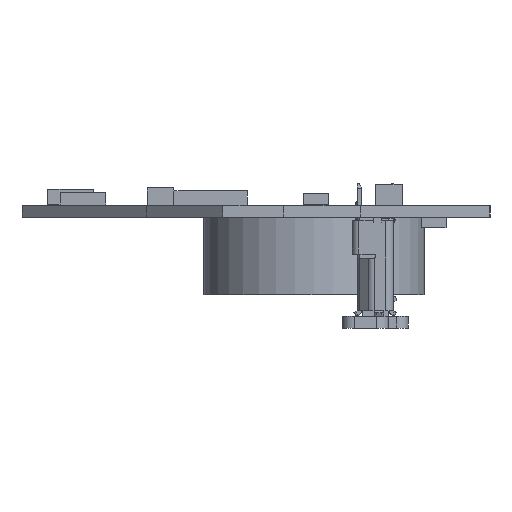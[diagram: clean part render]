
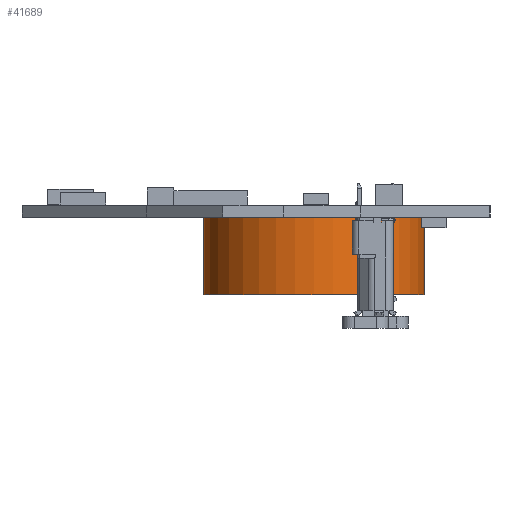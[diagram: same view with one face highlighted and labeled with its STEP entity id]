
A CAD part, left-side view. The second image highlights one B-rep face of the part: STEP entity #41689.
In plain terms, the highlighted cylindrical face has radius 7.5 mm (diameter 15 mm), a full revolution.
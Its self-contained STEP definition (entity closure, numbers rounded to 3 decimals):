
#41689 = ADVANCED_FACE('',(#41690),#41704,.T.);
#41690 = FACE_BOUND('',#41691,.T.);
#41691 = EDGE_LOOP('',(#41692,#41722,#41752,#41753));
#41692 = ORIENTED_EDGE('',*,*,#41693,.F.);
#41693 = EDGE_CURVE('',#41694,#41696,#41698,.T.);
#41694 = VERTEX_POINT('',#41695);
#41695 = CARTESIAN_POINT('',(7.5,0.,0.));
#41696 = VERTEX_POINT('',#41697);
#41697 = CARTESIAN_POINT('',(7.5,0.,5.25));
#41698 = SEAM_CURVE('',#41699,(#41703,#41715),.PCURVE_S1.);
#41699 = LINE('',#41700,#41701);
#41700 = CARTESIAN_POINT('',(7.5,0.,0.));
#41701 = VECTOR('',#41702,1.);
#41702 = DIRECTION('',(0.,0.,1.));
#41703 = PCURVE('',#41704,#41709);
#41704 = CYLINDRICAL_SURFACE('',#41705,7.5);
#41705 = AXIS2_PLACEMENT_3D('',#41706,#41707,#41708);
#41706 = CARTESIAN_POINT('',(0.,0.,0.));
#41707 = DIRECTION('',(0.,0.,-1.));
#41708 = DIRECTION('',(1.,0.,0.));
#41709 = DEFINITIONAL_REPRESENTATION('',(#41710),#41714);
#41710 = LINE('',#41711,#41712);
#41711 = CARTESIAN_POINT('',(6.283,0.));
#41712 = VECTOR('',#41713,1.);
#41713 = DIRECTION('',(0.,-1.));
#41714 = ( GEOMETRIC_REPRESENTATION_CONTEXT(2) 
PARAMETRIC_REPRESENTATION_CONTEXT() REPRESENTATION_CONTEXT('2D SPACE',''
  ) );
#41715 = PCURVE('',#41704,#41716);
#41716 = DEFINITIONAL_REPRESENTATION('',(#41717),#41721);
#41717 = LINE('',#41718,#41719);
#41718 = CARTESIAN_POINT('',(0.,0.));
#41719 = VECTOR('',#41720,1.);
#41720 = DIRECTION('',(0.,-1.));
#41721 = ( GEOMETRIC_REPRESENTATION_CONTEXT(2) 
PARAMETRIC_REPRESENTATION_CONTEXT() REPRESENTATION_CONTEXT('2D SPACE',''
  ) );
#41722 = ORIENTED_EDGE('',*,*,#41723,.T.);
#41723 = EDGE_CURVE('',#41694,#41694,#41724,.T.);
#41724 = SURFACE_CURVE('',#41725,(#41730,#41736),.PCURVE_S1.);
#41725 = CIRCLE('',#41726,7.5);
#41726 = AXIS2_PLACEMENT_3D('',#41727,#41728,#41729);
#41727 = CARTESIAN_POINT('',(0.,0.,0.));
#41728 = DIRECTION('',(0.,0.,1.));
#41729 = DIRECTION('',(1.,0.,0.));
#41730 = PCURVE('',#41704,#41731);
#41731 = DEFINITIONAL_REPRESENTATION('',(#41732),#41735);
#41732 = B_SPLINE_CURVE_WITH_KNOTS('',1,(#41733,#41734),.UNSPECIFIED.,
  .F.,.F.,(2,2),(0.,6.283),.PIECEWISE_BEZIER_KNOTS.);
#41733 = CARTESIAN_POINT('',(6.283,0.));
#41734 = CARTESIAN_POINT('',(0.,0.));
#41735 = ( GEOMETRIC_REPRESENTATION_CONTEXT(2) 
PARAMETRIC_REPRESENTATION_CONTEXT() REPRESENTATION_CONTEXT('2D SPACE',''
  ) );
#41736 = PCURVE('',#41737,#41742);
#41737 = PLANE('',#41738);
#41738 = AXIS2_PLACEMENT_3D('',#41739,#41740,#41741);
#41739 = CARTESIAN_POINT('',(7.5,0.,0.));
#41740 = DIRECTION('',(0.,0.,-1.));
#41741 = DIRECTION('',(-1.,0.,0.));
#41742 = DEFINITIONAL_REPRESENTATION('',(#41743),#41751);
#41743 = ( BOUNDED_CURVE() B_SPLINE_CURVE(2,(#41744,#41745,#41746,#41747
    ,#41748,#41749,#41750),.UNSPECIFIED.,.F.,.F.) 
B_SPLINE_CURVE_WITH_KNOTS((1,2,2,2,2,1),(-2.094,0.,
    2.094,4.189,6.283,8.378),
.UNSPECIFIED.) CURVE() GEOMETRIC_REPRESENTATION_ITEM() 
RATIONAL_B_SPLINE_CURVE((1.,0.5,1.,0.5,1.,0.5,1.)) REPRESENTATION_ITEM(
  '') );
#41744 = CARTESIAN_POINT('',(0.,0.));
#41745 = CARTESIAN_POINT('',(0.,12.99));
#41746 = CARTESIAN_POINT('',(11.25,6.495));
#41747 = CARTESIAN_POINT('',(22.5,0.));
#41748 = CARTESIAN_POINT('',(11.25,-6.495));
#41749 = CARTESIAN_POINT('',(0.,-12.99));
#41750 = CARTESIAN_POINT('',(0.,0.));
#41751 = ( GEOMETRIC_REPRESENTATION_CONTEXT(2) 
PARAMETRIC_REPRESENTATION_CONTEXT() REPRESENTATION_CONTEXT('2D SPACE',''
  ) );
#41752 = ORIENTED_EDGE('',*,*,#41693,.T.);
#41753 = ORIENTED_EDGE('',*,*,#41754,.F.);
#41754 = EDGE_CURVE('',#41696,#41696,#41755,.T.);
#41755 = SURFACE_CURVE('',#41756,(#41761,#41767),.PCURVE_S1.);
#41756 = CIRCLE('',#41757,7.5);
#41757 = AXIS2_PLACEMENT_3D('',#41758,#41759,#41760);
#41758 = CARTESIAN_POINT('',(0.,0.,5.25));
#41759 = DIRECTION('',(0.,0.,1.));
#41760 = DIRECTION('',(1.,0.,0.));
#41761 = PCURVE('',#41704,#41762);
#41762 = DEFINITIONAL_REPRESENTATION('',(#41763),#41766);
#41763 = B_SPLINE_CURVE_WITH_KNOTS('',1,(#41764,#41765),.UNSPECIFIED.,
  .F.,.F.,(2,2),(0.,6.283),.PIECEWISE_BEZIER_KNOTS.);
#41764 = CARTESIAN_POINT('',(6.283,-5.25));
#41765 = CARTESIAN_POINT('',(0.,-5.25));
#41766 = ( GEOMETRIC_REPRESENTATION_CONTEXT(2) 
PARAMETRIC_REPRESENTATION_CONTEXT() REPRESENTATION_CONTEXT('2D SPACE',''
  ) );
#41767 = PCURVE('',#41768,#41773);
#41768 = PLANE('',#41769);
#41769 = AXIS2_PLACEMENT_3D('',#41770,#41771,#41772);
#41770 = CARTESIAN_POINT('',(7.5,0.,5.25));
#41771 = DIRECTION('',(0.,0.,-1.));
#41772 = DIRECTION('',(-1.,0.,0.));
#41773 = DEFINITIONAL_REPRESENTATION('',(#41774),#41782);
#41774 = ( BOUNDED_CURVE() B_SPLINE_CURVE(2,(#41775,#41776,#41777,#41778
    ,#41779,#41780,#41781),.UNSPECIFIED.,.F.,.F.) 
B_SPLINE_CURVE_WITH_KNOTS((1,2,2,2,2,1),(-2.094,0.,
    2.094,4.189,6.283,8.378),
.UNSPECIFIED.) CURVE() GEOMETRIC_REPRESENTATION_ITEM() 
RATIONAL_B_SPLINE_CURVE((1.,0.5,1.,0.5,1.,0.5,1.)) REPRESENTATION_ITEM(
  '') );
#41775 = CARTESIAN_POINT('',(0.,0.));
#41776 = CARTESIAN_POINT('',(0.,12.99));
#41777 = CARTESIAN_POINT('',(11.25,6.495));
#41778 = CARTESIAN_POINT('',(22.5,0.));
#41779 = CARTESIAN_POINT('',(11.25,-6.495));
#41780 = CARTESIAN_POINT('',(0.,-12.99));
#41781 = CARTESIAN_POINT('',(0.,0.));
#41782 = ( GEOMETRIC_REPRESENTATION_CONTEXT(2) 
PARAMETRIC_REPRESENTATION_CONTEXT() REPRESENTATION_CONTEXT('2D SPACE',''
  ) );
